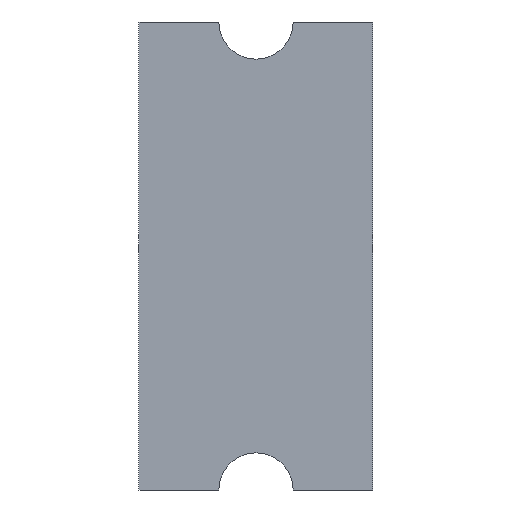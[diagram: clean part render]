
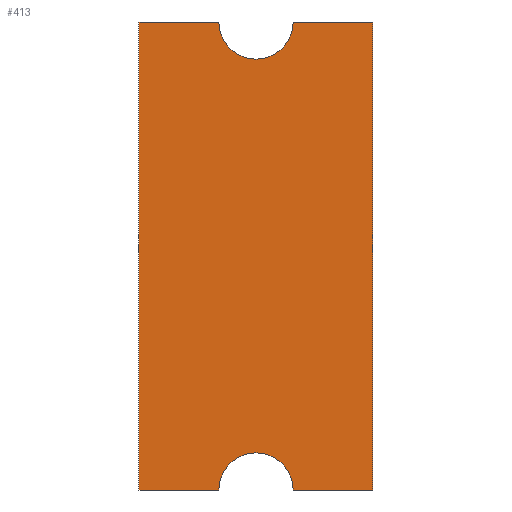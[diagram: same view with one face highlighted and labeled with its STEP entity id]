
A CAD part, front view. The second image highlights one B-rep face of the part: STEP entity #413.
In plain terms, the highlighted planar face has unit normal (0, -1, 0).
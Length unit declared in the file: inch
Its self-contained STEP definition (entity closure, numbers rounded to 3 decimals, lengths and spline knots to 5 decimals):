
#9 = DIRECTION ( 'NONE',  ( 0., 0., 1. ) ) ;
#35 = CARTESIAN_POINT ( 'NONE',  ( 0., 0., -0.06299 ) ) ;
#41 = VERTEX_POINT ( 'NONE', #125 ) ;
#87 = VERTEX_POINT ( 'NONE', #191 ) ;
#90 = CARTESIAN_POINT ( 'NONE',  ( 0.01, 0., -0.06299 ) ) ;
#94 = LINE ( 'NONE', #680, #706 ) ;
#96 = EDGE_LOOP ( 'NONE', ( #608, #174, #708, #754, #288, #638, #479, #281, #143 ) ) ;
#104 = VERTEX_POINT ( 'NONE', #688 ) ;
#125 = CARTESIAN_POINT ( 'NONE',  ( 0.0315, 0., -0.06299 ) ) ;
#143 = ORIENTED_EDGE ( 'NONE', *, *, #144, .F. ) ;
#144 = EDGE_CURVE ( 'NONE', #260, #210, #452, .T. ) ;
#146 = AXIS2_PLACEMENT_3D ( 'NONE', #557, #248, #310 ) ;
#158 = EDGE_CURVE ( 'NONE', #790, #41, #94, .T. ) ;
#163 = DIRECTION ( 'NONE',  ( 0., 0., 1. ) ) ;
#174 = ORIENTED_EDGE ( 'NONE', *, *, #712, .T. ) ;
#179 = VECTOR ( 'NONE', #376, 39.37008 ) ;
#191 = CARTESIAN_POINT ( 'NONE',  ( 0., 0., 0.05299 ) ) ;
#196 = CARTESIAN_POINT ( 'NONE',  ( 0., 0., 0.06299 ) ) ;
#204 = CARTESIAN_POINT ( 'NONE',  ( 0.01, 0., 0.06299 ) ) ;
#210 = VERTEX_POINT ( 'NONE', #458 ) ;
#223 = EDGE_CURVE ( 'NONE', #260, #87, #271, .T. ) ;
#235 = EDGE_CURVE ( 'NONE', #311, #631, #350, .T. ) ;
#248 = DIRECTION ( 'NONE',  ( 0., 1., 0. ) ) ;
#260 = VERTEX_POINT ( 'NONE', #204 ) ;
#269 = LINE ( 'NONE', #783, #535 ) ;
#271 = CIRCLE ( 'NONE', #749, 0.01 ) ;
#281 = ORIENTED_EDGE ( 'NONE', *, *, #488, .F. ) ;
#283 = CARTESIAN_POINT ( 'NONE',  ( 0., 0., 0. ) ) ;
#286 = DIRECTION ( 'NONE',  ( 0., 0., -1. ) ) ;
#288 = ORIENTED_EDGE ( 'NONE', *, *, #542, .T. ) ;
#307 = FACE_OUTER_BOUND ( 'NONE', #96, .T. ) ;
#310 = DIRECTION ( 'NONE',  ( 0., 0., 1. ) ) ;
#311 = VERTEX_POINT ( 'NONE', #572 ) ;
#340 = VECTOR ( 'NONE', #286, 39.37008 ) ;
#342 = VECTOR ( 'NONE', #514, 39.37008 ) ;
#350 = LINE ( 'NONE', #771, #342 ) ;
#376 = DIRECTION ( 'NONE',  ( 1., 0., 0. ) ) ;
#382 = EDGE_CURVE ( 'NONE', #311, #538, #269, .T. ) ;
#409 = PLANE ( 'NONE',  #723 ) ;
#413 = ADVANCED_FACE ( 'NONE', ( #307 ), #409, .F. ) ;
#417 = DIRECTION ( 'NONE',  ( 0., 0., 1. ) ) ;
#452 = LINE ( 'NONE', #196, #179 ) ;
#458 = CARTESIAN_POINT ( 'NONE',  ( 0.0315, 0., 0.06299 ) ) ;
#468 = CARTESIAN_POINT ( 'NONE',  ( 0., 0., -0.06299 ) ) ;
#472 = EDGE_CURVE ( 'NONE', #104, #790, #682, .T. ) ;
#473 = CARTESIAN_POINT ( 'NONE',  ( 0.0315, 0., 0. ) ) ;
#479 = ORIENTED_EDGE ( 'NONE', *, *, #158, .T. ) ;
#484 = CARTESIAN_POINT ( 'NONE',  ( -0.0315, 0., -0.06299 ) ) ;
#485 = LINE ( 'NONE', #473, #340 ) ;
#488 = EDGE_CURVE ( 'NONE', #210, #41, #485, .T. ) ;
#514 = DIRECTION ( 'NONE',  ( 1., 0., 0. ) ) ;
#530 = DIRECTION ( 'NONE',  ( 0., 1., 0. ) ) ;
#535 = VECTOR ( 'NONE', #593, 39.37008 ) ;
#538 = VERTEX_POINT ( 'NONE', #484 ) ;
#542 = EDGE_CURVE ( 'NONE', #538, #104, #571, .T. ) ;
#557 = CARTESIAN_POINT ( 'NONE',  ( 0., 0., 0.06299 ) ) ;
#565 = DIRECTION ( 'NONE',  ( 1., 0., 0. ) ) ;
#571 = LINE ( 'NONE', #468, #639 ) ;
#572 = CARTESIAN_POINT ( 'NONE',  ( -0.0315, 0., 0.06299 ) ) ;
#584 = CIRCLE ( 'NONE', #146, 0.01 ) ;
#593 = DIRECTION ( 'NONE',  ( 0., 0., -1. ) ) ;
#608 = ORIENTED_EDGE ( 'NONE', *, *, #223, .T. ) ;
#616 = CARTESIAN_POINT ( 'NONE',  ( -0.01, 0., 0.06299 ) ) ;
#631 = VERTEX_POINT ( 'NONE', #616 ) ;
#635 = DIRECTION ( 'NONE',  ( 0., 1., 0. ) ) ;
#638 = ORIENTED_EDGE ( 'NONE', *, *, #472, .T. ) ;
#639 = VECTOR ( 'NONE', #677, 39.37008 ) ;
#677 = DIRECTION ( 'NONE',  ( 1., 0., 0. ) ) ;
#680 = CARTESIAN_POINT ( 'NONE',  ( 0., 0., -0.06299 ) ) ;
#682 = CIRCLE ( 'NONE', #812, 0.01 ) ;
#688 = CARTESIAN_POINT ( 'NONE',  ( -0.01, 0., -0.06299 ) ) ;
#706 = VECTOR ( 'NONE', #565, 39.37008 ) ;
#708 = ORIENTED_EDGE ( 'NONE', *, *, #235, .F. ) ;
#712 = EDGE_CURVE ( 'NONE', #87, #631, #584, .T. ) ;
#723 = AXIS2_PLACEMENT_3D ( 'NONE', #283, #791, #163 ) ;
#749 = AXIS2_PLACEMENT_3D ( 'NONE', #764, #635, #9 ) ;
#754 = ORIENTED_EDGE ( 'NONE', *, *, #382, .T. ) ;
#764 = CARTESIAN_POINT ( 'NONE',  ( 0., 0., 0.06299 ) ) ;
#771 = CARTESIAN_POINT ( 'NONE',  ( 0., 0., 0.06299 ) ) ;
#783 = CARTESIAN_POINT ( 'NONE',  ( -0.0315, 0., 0. ) ) ;
#790 = VERTEX_POINT ( 'NONE', #90 ) ;
#791 = DIRECTION ( 'NONE',  ( 0., 1., 0. ) ) ;
#812 = AXIS2_PLACEMENT_3D ( 'NONE', #35, #530, #417 ) ;
